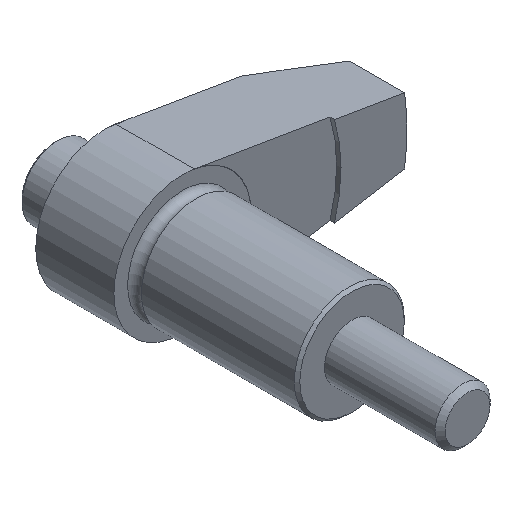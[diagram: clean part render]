
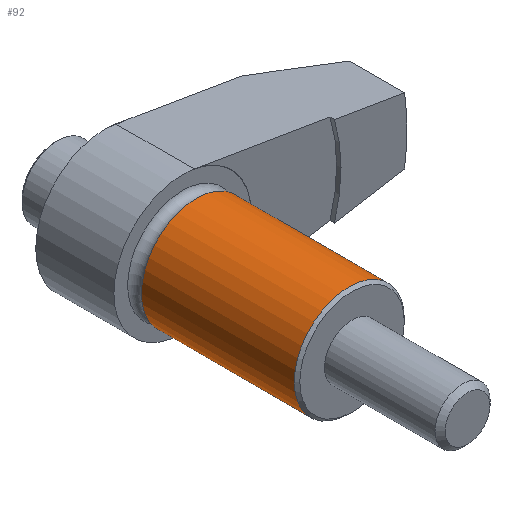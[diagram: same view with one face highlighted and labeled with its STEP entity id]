
A CAD part, isometric view. The second image highlights one B-rep face of the part: STEP entity #92.
In plain terms, the highlighted cylindrical face has radius 10 mm (diameter 20 mm), a full revolution.
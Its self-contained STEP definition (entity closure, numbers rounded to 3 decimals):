
#92 = ADVANCED_FACE( '', ( #199, #200 ), #201, .T. );
#199 = FACE_OUTER_BOUND( '', #311, .T. );
#200 = FACE_OUTER_BOUND( '', #312, .T. );
#201 = CYLINDRICAL_SURFACE( '', #313, 10. );
#311 = EDGE_LOOP( '', ( #488 ) );
#312 = EDGE_LOOP( '', ( #489 ) );
#313 = AXIS2_PLACEMENT_3D( '', #490, #491, #492 );
#488 = ORIENTED_EDGE( '', *, *, #639, .F. );
#489 = ORIENTED_EDGE( '', *, *, #620, .T. );
#490 = CARTESIAN_POINT( '', ( 0., 24., 0. ) );
#491 = DIRECTION( '', ( 0., -1., 0. ) );
#492 = DIRECTION( '', ( 0., 0., 1. ) );
#620 = EDGE_CURVE( '', #731, #731, #732, .T. );
#639 = EDGE_CURVE( '', #759, #759, #760, .T. );
#731 = VERTEX_POINT( '', #877 );
#732 = CIRCLE( '', #878, 10. );
#759 = VERTEX_POINT( '', #917 );
#760 = CIRCLE( '', #918, 10. );
#877 = CARTESIAN_POINT( '', ( 0., -29.5, 10. ) );
#878 = AXIS2_PLACEMENT_3D( '', #1000, #1001, #1002 );
#917 = CARTESIAN_POINT( '', ( 0., -1.7, 10. ) );
#918 = AXIS2_PLACEMENT_3D( '', #1022, #1023, #1024 );
#1000 = CARTESIAN_POINT( '', ( 0., -29.5, 0. ) );
#1001 = DIRECTION( '', ( 0., 1., 0. ) );
#1002 = DIRECTION( '', ( 0., 0., 1. ) );
#1022 = CARTESIAN_POINT( '', ( 0., -1.7, 0. ) );
#1023 = DIRECTION( '', ( 0., 1., 0. ) );
#1024 = DIRECTION( '', ( 0., 0., 1. ) );
